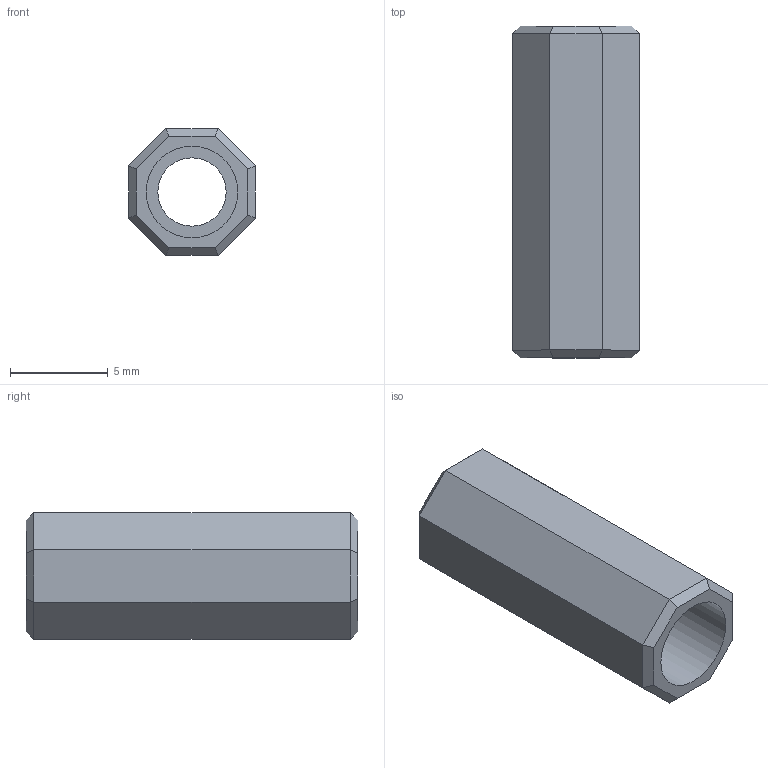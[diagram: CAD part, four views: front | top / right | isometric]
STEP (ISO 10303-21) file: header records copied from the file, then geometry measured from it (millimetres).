
FILE_DESCRIPTION(/* description */ (''),/* implementation_level */ '2;1');
FILE_NAME(/* name */ 'Octagon Spacer v3.step',/* time_stamp */ '2023-03-11T00:40:37+01:00',/* author */ (''),/* organization */ (''),/* preprocessor_version */ 'ST-DEVELOPER v19.2',/* originating_system */ 'Autodesk Translation Framework v11.17.0.187',/* authorisation */ '');
FILE_SCHEMA (('AUTOMOTIVE_DESIGN { 1 0 10303 214 3 1 1 }'));
Length unit declared in the file: millimetre
Products named in the file (1): Octagon Spacer
Bounding box: 6.5 x 17 x 6.5 mm (x, y, z)
Volume: 350.9 mm3; surface area: 631 mm2
Topology: 1 solids, 1 shells, 31 faces, 65 edges, 38 vertices
Faces by surface type: plane 28, cylinder 3
Full cylindrical faces by diameter (mm): 3.5 x1, 4.7 x2
Entity records: 841 total; most frequent: DIRECTION 135, CARTESIAN_POINT 135, ORIENTED_EDGE 130, EDGE_CURVE 65, LINE 59, VECTOR 59, VERTEX_POINT 38, AXIS2_PLACEMENT_3D 38
